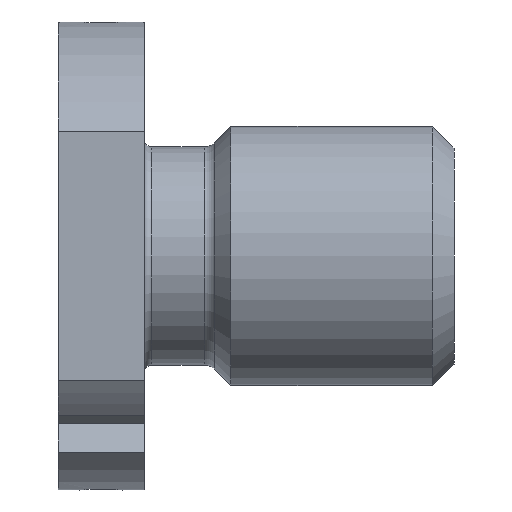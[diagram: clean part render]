
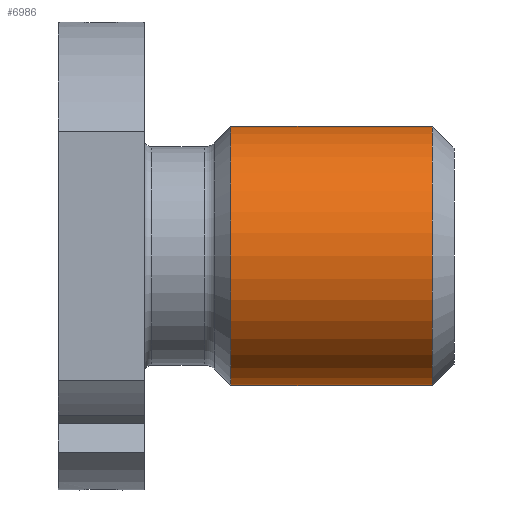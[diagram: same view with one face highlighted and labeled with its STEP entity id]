
A CAD part, front view. The second image highlights one B-rep face of the part: STEP entity #6986.
In plain terms, the highlighted cylindrical face has radius 18 mm (diameter 36 mm), a partial arc.
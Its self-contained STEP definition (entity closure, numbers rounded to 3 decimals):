
#1=CARTESIAN_POINT('',(52.,0.,0.));
#2=DIRECTION('',(-1.,0.,0.));
#3=DIRECTION('',(0.,0.,-1.));
#4=AXIS2_PLACEMENT_3D('',#1,#2,#3);
#19=DIRECTION('',(-1.,0.,0.));
#20=VECTOR('',#19,28.);
#21=CARTESIAN_POINT('',(52.,0.,-18.));
#22=LINE('',#21,#20);
#23=DIRECTION('',(-1.,0.,0.));
#24=VECTOR('',#23,28.);
#25=CARTESIAN_POINT('',(52.,0.,18.));
#26=LINE('',#25,#24);
#5226=CARTESIAN_POINT('',(24.,0.,0.));
#5227=DIRECTION('',(-1.,0.,0.));
#5228=DIRECTION('',(0.,0.,-1.));
#5229=AXIS2_PLACEMENT_3D('',#5226,#5227,#5228);
#5235=CARTESIAN_POINT('',(24.,0.,-18.));
#5236=CARTESIAN_POINT('',(24.,0.,18.));
#5237=VERTEX_POINT('',#5235);
#5238=VERTEX_POINT('',#5236);
#5239=CARTESIAN_POINT('',(52.,0.,-18.));
#5240=CARTESIAN_POINT('',(52.,0.,18.));
#5241=VERTEX_POINT('',#5239);
#5242=VERTEX_POINT('',#5240);
#6972=CARTESIAN_POINT('',(-2.75,0.,0.));
#6973=DIRECTION('',(1.,0.,0.));
#6974=DIRECTION('',(0.,0.,1.));
#6975=AXIS2_PLACEMENT_3D('',#6972,#6973,#6974);
#6976=CYLINDRICAL_SURFACE('',#6975,18.);
#6978=ORIENTED_EDGE('',*,*,#6977,.T.);
#6980=ORIENTED_EDGE('',*,*,#6979,.T.);
#6982=ORIENTED_EDGE('',*,*,#6981,.F.);
#6983=ORIENTED_EDGE('',*,*,#6962,.F.);
#6984=EDGE_LOOP('',(#6978,#6980,#6982,#6983));
#6985=FACE_OUTER_BOUND('',#6984,.F.);
#6986=ADVANCED_FACE('',(#6985),#6976,.T.);
#5=CIRCLE('',#4,18.);
#5230=CIRCLE('',#5229,18.);
#6962=EDGE_CURVE('',#5241,#5242,#5,.T.);
#6977=EDGE_CURVE('',#5241,#5237,#22,.T.);
#6979=EDGE_CURVE('',#5237,#5238,#5230,.T.);
#6981=EDGE_CURVE('',#5242,#5238,#26,.T.);
